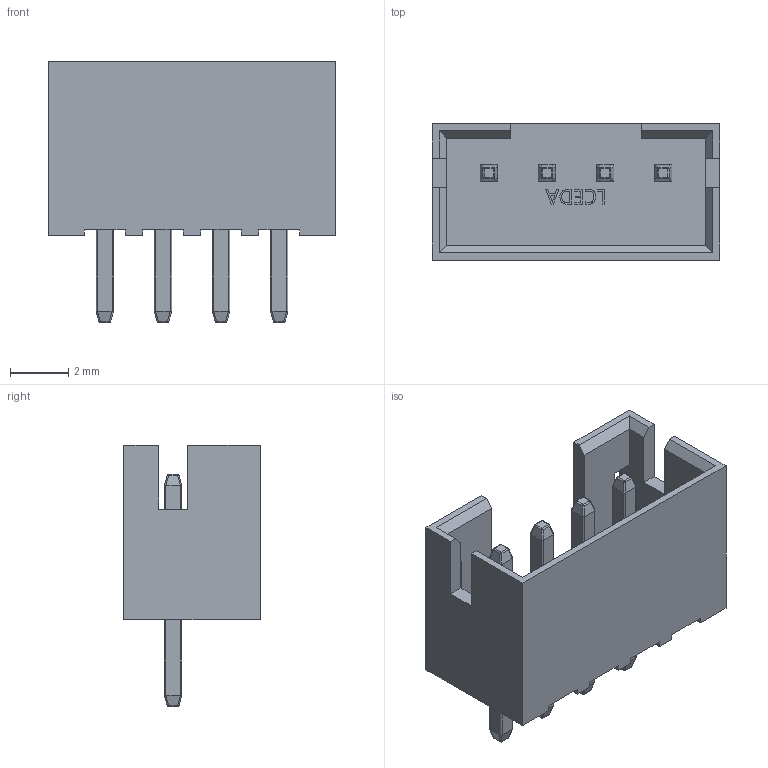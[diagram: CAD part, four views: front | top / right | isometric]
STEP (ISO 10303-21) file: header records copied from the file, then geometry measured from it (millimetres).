
FILE_DESCRIPTION(/* description */ (''),/* implementation_level */ '2;1');
FILE_NAME(/* name */ '3D_PH4A.step',/* time_stamp */ '2022-03-26T20:21:59+08:00',/* author */ (''),/* organization */ (''),/* preprocessor_version */ 'ST-DEVELOPER v18.1',/* originating_system */ 'Autodesk Translation Framework v10.13.0.1454',/* authorisation */ '');
FILE_SCHEMA (('AUTOMOTIVE_DESIGN { 1 0 10303 214 3 1 1 }'));
Length unit declared in the file: millimetre
Products named in the file (4): 3D_PH4A; CN1; CONN-TH_PH-4A; SOLID
Assembly tree (3 placements, depth 4):
  3D_PH4A
    CN1
      CONN-TH_PH-4A
        SOLID
Bounding box: 9.9 x 4.7 x 9 mm (x, y, z)
Volume: 118.7 mm3; surface area: 402.4 mm2
Topology: 1 solids, 1 shells, 310 faces, 787 edges, 490 vertices
Faces by surface type: plane 168, cylinder 96, sphere 32, bspline 14
Entity records: 10302 total; most frequent: CARTESIAN_POINT 2392, DIRECTION 1589, ORIENTED_EDGE 1574, EDGE_CURVE 787, LINE 535, VECTOR 535, AXIS2_PLACEMENT_3D 527, VERTEX_POINT 490
